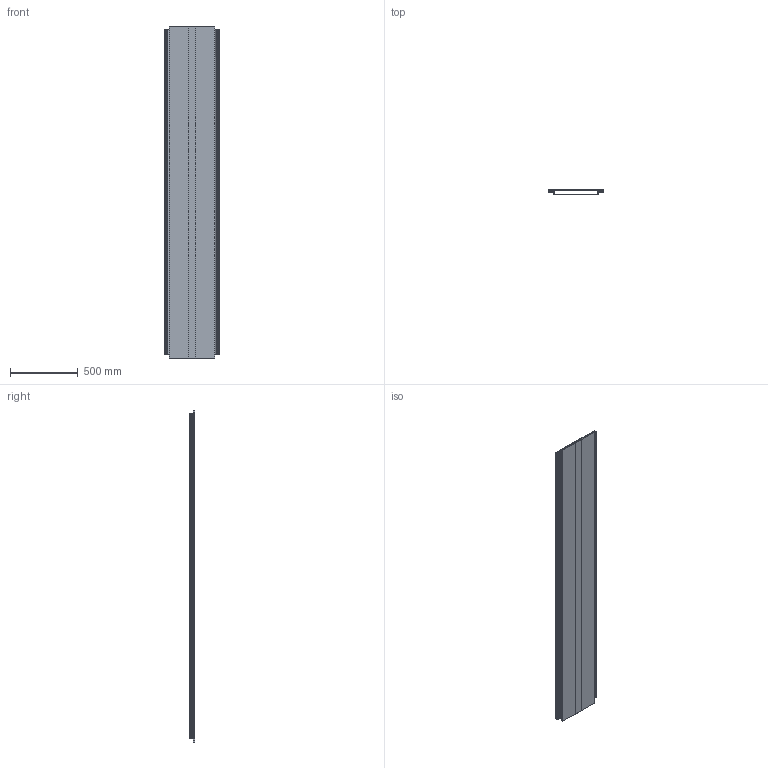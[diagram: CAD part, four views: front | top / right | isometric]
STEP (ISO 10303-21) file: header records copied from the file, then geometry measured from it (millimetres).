
FILE_DESCRIPTION((''),'2;1');
FILE_NAME('7424200_ASM','2015-12-23T',('AndreasKeweloh'),(''),'CREO PARAMETRIC BY PTC INC, 2015290','CREO PARAMETRIC BY PTC INC, 2015290','');
FILE_SCHEMA(('CONFIG_CONTROL_DESIGN'));
Length unit declared in the file: millimetre
Products named in the file (7): P_43939AA_1_33076320_-_205MM; 43423F_VERDR_CKT; 40738A_39409465_40X140_ASM; 32812B; 42945F; 42955A; 7424200_ASM
Assembly tree (12 placements, depth 3):
  7424200_ASM
    40738A_39409465_40X140_ASM  x2
      P_43939AA_1_33076320_-_205MM
      43423F_VERDR_CKT
    32812B  x2
    42945F  x3
    42955A  x3
Bounding box: 402.9 x 38.3 x 2450 mm (x, y, z)
Volume: 5548924.1 mm3; surface area: 5838598.5 mm2
Topology: 12 solids, 12 shells, 411 faces, 1104 edges, 720 vertices
Faces by surface type: plane 249, cylinder 126, cone 36
Entity records: 6041 total; most frequent: CARTESIAN_POINT 1111, DIRECTION 996, ORIENTED_EDGE 996, EDGE_CURVE 498, VECTOR 376, LINE 376, VERTEX_POINT 326, AXIS2_PLACEMENT_3D 310
